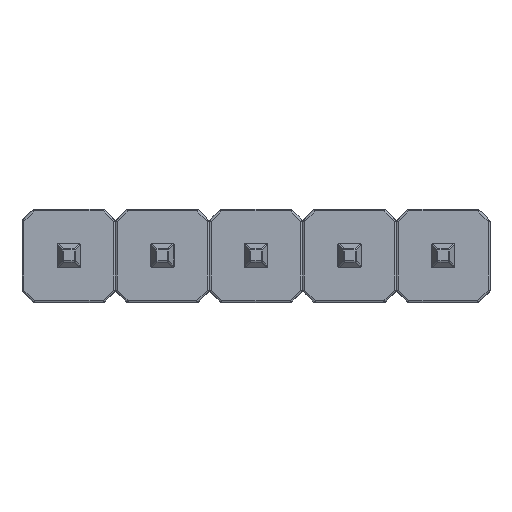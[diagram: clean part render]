
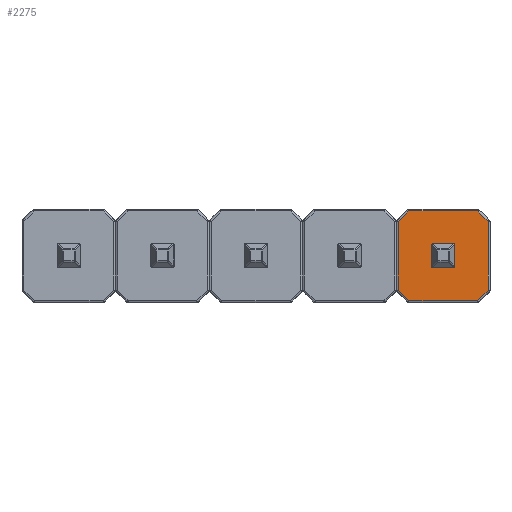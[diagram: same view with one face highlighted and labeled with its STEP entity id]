
A CAD part, top view. The second image highlights one B-rep face of the part: STEP entity #2275.
In plain terms, the highlighted planar face has unit normal (0, 0, 1).
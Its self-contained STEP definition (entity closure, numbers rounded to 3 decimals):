
#158 = VECTOR ( 'NONE', #1472, 1000. ) ;
#203 = CARTESIAN_POINT ( 'NONE',  ( 0.733, 0.96, 0. ) ) ;
#388 = DIRECTION ( 'NONE',  ( -0.707, -0.707, 0. ) ) ;
#615 = EDGE_CURVE ( 'NONE', #5060, #2147, #3092, .T. ) ;
#684 = DIRECTION ( 'NONE',  ( -0.707, 0.707, 0. ) ) ;
#1335 = DIRECTION ( 'NONE',  ( -1., 0., 0. ) ) ;
#1428 = EDGE_CURVE ( 'NONE', #5445, #5771, #5364, .T. ) ;
#1447 = VERTEX_POINT ( 'NONE', #4288 ) ;
#1472 = DIRECTION ( 'NONE',  ( 1., 0., 0. ) ) ;
#1487 = VECTOR ( 'NONE', #684, 1000. ) ;
#1745 = DIRECTION ( 'NONE',  ( 0., 0., -1. ) ) ;
#1963 = DIRECTION ( 'NONE',  ( 0., -1., 0. ) ) ;
#2075 = CARTESIAN_POINT ( 'NONE',  ( -0.722, -0.972, 0. ) ) ;
#2089 = ORIENTED_EDGE ( 'NONE', *, *, #4477, .T. ) ;
#2147 = VERTEX_POINT ( 'NONE', #4548 ) ;
#2186 = FACE_OUTER_BOUND ( 'NONE', #5286, .T. ) ;
#2206 = EDGE_CURVE ( 'NONE', #1447, #5445, #2797, .T. ) ;
#2214 = VERTEX_POINT ( 'NONE', #3660 ) ;
#2275 = ADVANCED_FACE ( 'NONE', ( #2186 ), #3683, .F. ) ;
#2294 = VERTEX_POINT ( 'NONE', #4227 ) ;
#2489 = ORIENTED_EDGE ( 'NONE', *, *, #4395, .T. ) ;
#2569 = DIRECTION ( 'NONE',  ( 0.707, -0.707, 0. ) ) ;
#2797 = LINE ( 'NONE', #5603, #1487 ) ;
#2936 = VECTOR ( 'NONE', #2569, 1000. ) ;
#2961 = CARTESIAN_POINT ( 'NONE',  ( 0.75, -0.96, 0. ) ) ;
#3092 = LINE ( 'NONE', #2075, #2936 ) ;
#3256 = VECTOR ( 'NONE', #1963, 1000. ) ;
#3307 = CARTESIAN_POINT ( 'NONE',  ( -0.75, 0.96, 0. ) ) ;
#3357 = LINE ( 'NONE', #3834, #4669 ) ;
#3403 = LINE ( 'NONE', #4413, #3256 ) ;
#3660 = CARTESIAN_POINT ( 'NONE',  ( 0.733, -0.96, 0. ) ) ;
#3683 = PLANE ( 'NONE',  #5566 ) ;
#3815 = DIRECTION ( 'NONE',  ( 0., 1., 0. ) ) ;
#3833 = ORIENTED_EDGE ( 'NONE', *, *, #2206, .T. ) ;
#3834 = CARTESIAN_POINT ( 'NONE',  ( -0.972, 0.722, 0. ) ) ;
#3943 = CARTESIAN_POINT ( 'NONE',  ( -0.733, 0.96, 0. ) ) ;
#3953 = VERTEX_POINT ( 'NONE', #5433 ) ;
#3969 = ORIENTED_EDGE ( 'NONE', *, *, #6246, .T. ) ;
#4046 = VECTOR ( 'NONE', #1335, 1000. ) ;
#4091 = LINE ( 'NONE', #2961, #158 ) ;
#4159 = ORIENTED_EDGE ( 'NONE', *, *, #1428, .T. ) ;
#4227 = CARTESIAN_POINT ( 'NONE',  ( -0.96, 0.733, 0. ) ) ;
#4275 = EDGE_CURVE ( 'NONE', #3953, #1447, #4607, .T. ) ;
#4288 = CARTESIAN_POINT ( 'NONE',  ( 0.96, 0.733, 0. ) ) ;
#4395 = EDGE_CURVE ( 'NONE', #2214, #3953, #4801, .T. ) ;
#4413 = CARTESIAN_POINT ( 'NONE',  ( -0.96, -0.75, 0. ) ) ;
#4477 = EDGE_CURVE ( 'NONE', #2294, #5060, #3403, .T. ) ;
#4519 = EDGE_CURVE ( 'NONE', #2147, #2214, #4091, .T. ) ;
#4548 = CARTESIAN_POINT ( 'NONE',  ( -0.733, -0.96, 0. ) ) ;
#4607 = LINE ( 'NONE', #6273, #6263 ) ;
#4646 = VECTOR ( 'NONE', #5826, 1000. ) ;
#4669 = VECTOR ( 'NONE', #388, 1000. ) ;
#4699 = CARTESIAN_POINT ( 'NONE',  ( 0., 0., 0. ) ) ;
#4801 = LINE ( 'NONE', #5311, #4646 ) ;
#5060 = VERTEX_POINT ( 'NONE', #5323 ) ;
#5152 = ORIENTED_EDGE ( 'NONE', *, *, #4519, .T. ) ;
#5202 = DIRECTION ( 'NONE',  ( -1., 0., 0. ) ) ;
#5283 = ORIENTED_EDGE ( 'NONE', *, *, #615, .T. ) ;
#5286 = EDGE_LOOP ( 'NONE', ( #4159, #3969, #2089, #5283, #5152, #2489, #6077, #3833 ) ) ;
#5311 = CARTESIAN_POINT ( 'NONE',  ( 0.972, -0.722, 0. ) ) ;
#5323 = CARTESIAN_POINT ( 'NONE',  ( -0.96, -0.733, 0. ) ) ;
#5364 = LINE ( 'NONE', #3307, #4046 ) ;
#5433 = CARTESIAN_POINT ( 'NONE',  ( 0.96, -0.733, 0. ) ) ;
#5445 = VERTEX_POINT ( 'NONE', #203 ) ;
#5566 = AXIS2_PLACEMENT_3D ( 'NONE', #4699, #1745, #5202 ) ;
#5603 = CARTESIAN_POINT ( 'NONE',  ( 0.722, 0.972, 0. ) ) ;
#5771 = VERTEX_POINT ( 'NONE', #3943 ) ;
#5826 = DIRECTION ( 'NONE',  ( 0.707, 0.707, 0. ) ) ;
#6077 = ORIENTED_EDGE ( 'NONE', *, *, #4275, .T. ) ;
#6246 = EDGE_CURVE ( 'NONE', #5771, #2294, #3357, .T. ) ;
#6263 = VECTOR ( 'NONE', #3815, 1000. ) ;
#6273 = CARTESIAN_POINT ( 'NONE',  ( 0.96, 0.75, 0. ) ) ;
